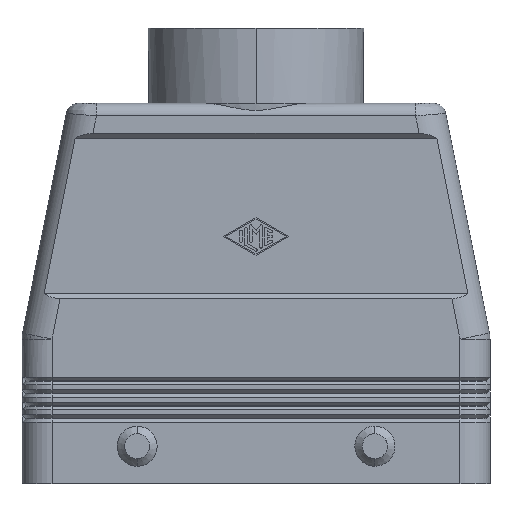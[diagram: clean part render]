
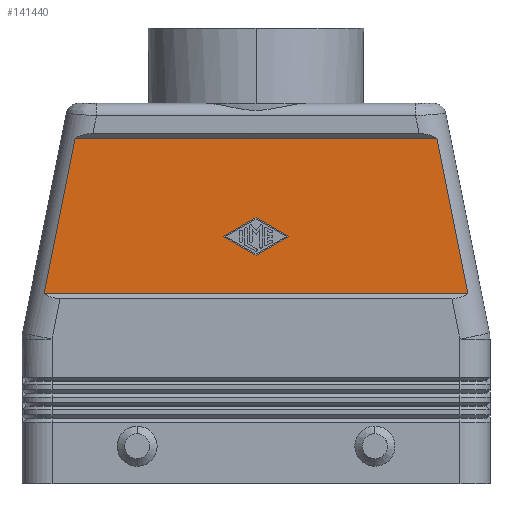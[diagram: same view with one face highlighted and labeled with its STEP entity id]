
A CAD part, front view. The second image highlights one B-rep face of the part: STEP entity #141440.
In plain terms, the highlighted planar face has unit normal (0, -1, 0).
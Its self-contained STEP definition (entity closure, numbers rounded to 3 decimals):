
#41550=CARTESIAN_POINT('',(-36.157,-20.5,69.));
#41560=VERTEX_POINT('',#41550);
#41590=CARTESIAN_POINT('',(-36.157,-20.5,69.));
#41600=DIRECTION('',(-0.195,0.,-0.981));
#41610=VECTOR('',#41600,1.);
#41620=LINE('',#41590,#41610);
#41630=CARTESIAN_POINT('',(-42.323,-20.5,38.));
#41640=VERTEX_POINT('',#41630);
#41650=EDGE_CURVE('',#41560,#41640,#41620,.T.);
#45570=CARTESIAN_POINT('',(42.323,-20.5,38.));
#45580=DIRECTION('',(-1.,0.,0.));
#45590=VECTOR('',#45580,1.);
#45600=LINE('',#45570,#45590);
#45610=CARTESIAN_POINT('',(42.323,-20.5,38.));
#45620=VERTEX_POINT('',#45610);
#45630=EDGE_CURVE('',#45620,#41640,#45600,.T.);
#45990=CARTESIAN_POINT('',(42.323,-20.5,38.));
#46000=DIRECTION('',(-0.195,0.,0.981));
#46010=VECTOR('',#46000,1.);
#46020=LINE('',#45990,#46010);
#46030=CARTESIAN_POINT('',(36.157,-20.5,69.));
#46040=VERTEX_POINT('',#46030);
#46050=EDGE_CURVE('',#45620,#46040,#46020,.T.);
#140940=CARTESIAN_POINT('',(0.,-20.5,69.));
#140950=DIRECTION('',(0.,1.,0.));
#140960=DIRECTION('',(0.,0.,1.));
#140970=AXIS2_PLACEMENT_3D('',#140940,#140950,#140960);
#140980=PLANE('',#140970);
#140990=ORIENTED_EDGE('',*,*,#45630,.F.);
#141000=ORIENTED_EDGE('',*,*,#41650,.T.);
#141010=CARTESIAN_POINT('',(36.157,-20.5,69.));
#141020=DIRECTION('',(-1.,0.,0.));
#141030=VECTOR('',#141020,1.);
#141040=LINE('',#141010,#141030);
#141050=EDGE_CURVE('',#46040,#41560,#141040,.T.);
#141060=ORIENTED_EDGE('',*,*,#141050,.T.);
#141070=ORIENTED_EDGE('',*,*,#46050,.T.);
#141080=EDGE_LOOP('',(#141070,#141060,#141000,#140990));
#141090=FACE_OUTER_BOUND('',#141080,.T.);
#141100=CARTESIAN_POINT('',(6.5,-20.5,49.4));
#141110=DIRECTION('',(-0.866,0.,-0.5));
#141120=VECTOR('',#141110,1.);
#141130=LINE('',#141100,#141120);
#141140=CARTESIAN_POINT('',(6.5,-20.5,49.4));
#141150=VERTEX_POINT('',#141140);
#141160=CARTESIAN_POINT('',(0.,-20.5,45.651)
);
#141170=VERTEX_POINT('',#141160);
#141180=EDGE_CURVE('',#141150,#141170,#141130,.T.);
#141190=ORIENTED_EDGE('',*,*,#141180,.T.);
#141200=CARTESIAN_POINT('',(0.,-20.5,53.149)
);
#141210=DIRECTION('',(0.866,0.,-0.5));
#141220=VECTOR('',#141210,1.);
#141230=LINE('',#141200,#141220);
#141240=CARTESIAN_POINT('',(0.,-20.5,53.149)
);
#141250=VERTEX_POINT('',#141240);
#141260=EDGE_CURVE('',#141250,#141150,#141230,.T.);
#141270=ORIENTED_EDGE('',*,*,#141260,.T.);
#141280=CARTESIAN_POINT('',(-6.5,-20.5,49.4));
#141290=DIRECTION('',(0.866,0.,0.5));
#141300=VECTOR('',#141290,1.);
#141310=LINE('',#141280,#141300);
#141320=CARTESIAN_POINT('',(-6.5,-20.5,49.4));
#141330=VERTEX_POINT('',#141320);
#141340=EDGE_CURVE('',#141330,#141250,#141310,.T.);
#141350=ORIENTED_EDGE('',*,*,#141340,.T.);
#141360=CARTESIAN_POINT('',(0.,-20.5,45.651))
;
#141370=DIRECTION('',(-0.866,0.,0.5));
#141380=VECTOR('',#141370,1.);
#141390=LINE('',#141360,#141380);
#141400=EDGE_CURVE('',#141170,#141330,#141390,.T.);
#141410=ORIENTED_EDGE('',*,*,#141400,.T.);
#141420=EDGE_LOOP('',(#141410,#141350,#141270,#141190));
#141430=FACE_BOUND('',#141420,.T.);
#141440=ADVANCED_FACE('',(#141090,#141430),#140980,.F.);
